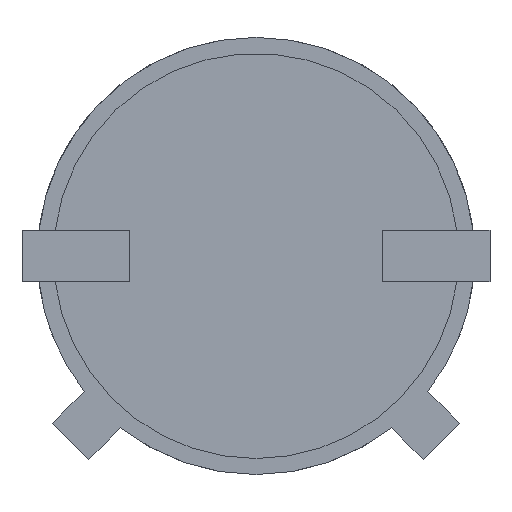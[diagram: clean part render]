
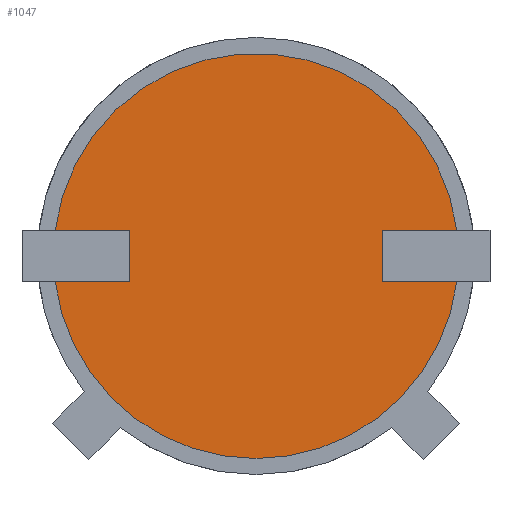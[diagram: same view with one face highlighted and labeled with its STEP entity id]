
A CAD part, front view. The second image highlights one B-rep face of the part: STEP entity #1047.
In plain terms, the highlighted planar face has unit normal (0, -1, 0).
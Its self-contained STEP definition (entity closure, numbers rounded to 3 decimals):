
#15 = VECTOR ( 'NONE', #588, 1000. ) ;
#19 = EDGE_CURVE ( 'NONE', #117, #122, #1435, .T. ) ;
#50 = EDGE_CURVE ( 'NONE', #1376, #117, #979, .T. ) ;
#64 = CARTESIAN_POINT ( 'NONE',  ( -4.9, 0.1, -1. ) ) ;
#88 = CARTESIAN_POINT ( 'NONE',  ( 0., 0.1, -7.875 ) ) ;
#94 = LINE ( 'NONE', #862, #15 ) ;
#108 = DIRECTION ( 'NONE',  ( 0., 0., 1. ) ) ;
#116 = VECTOR ( 'NONE', #264, 1000. ) ;
#117 = VERTEX_POINT ( 'NONE', #88 ) ;
#122 = VERTEX_POINT ( 'NONE', #1153 ) ;
#129 = DIRECTION ( 'NONE',  ( 0., 1., 0. ) ) ;
#144 = ORIENTED_EDGE ( 'NONE', *, *, #372, .T. ) ;
#155 = VECTOR ( 'NONE', #909, 1000. ) ;
#165 = CARTESIAN_POINT ( 'NONE',  ( 4.9, 0.1, 1. ) ) ;
#196 = EDGE_CURVE ( 'NONE', #1376, #869, #1349, .T. ) ;
#264 = DIRECTION ( 'NONE',  ( -1., 0., 0. ) ) ;
#272 = ORIENTED_EDGE ( 'NONE', *, *, #458, .F. ) ;
#274 = AXIS2_PLACEMENT_3D ( 'NONE', #486, #1688, #1670 ) ;
#326 = VERTEX_POINT ( 'NONE', #64 ) ;
#332 = CARTESIAN_POINT ( 'NONE',  ( 0., 0.1, -1. ) ) ;
#365 = VECTOR ( 'NONE', #531, 1000. ) ;
#372 = EDGE_CURVE ( 'NONE', #1328, #591, #94, .T. ) ;
#406 = AXIS2_PLACEMENT_3D ( 'NONE', #630, #624, #108 ) ;
#411 = DIRECTION ( 'NONE',  ( 0., 1., 0. ) ) ;
#455 = VERTEX_POINT ( 'NONE', #1330 ) ;
#458 = EDGE_CURVE ( 'NONE', #1328, #455, #1578, .T. ) ;
#486 = CARTESIAN_POINT ( 'NONE',  ( 0., 0.1, 0. ) ) ;
#496 = LINE ( 'NONE', #903, #155 ) ;
#531 = DIRECTION ( 'NONE',  ( 0., 0., 1. ) ) ;
#588 = DIRECTION ( 'NONE',  ( 1., 0., 0. ) ) ;
#589 = ORIENTED_EDGE ( 'NONE', *, *, #967, .T. ) ;
#591 = VERTEX_POINT ( 'NONE', #688 ) ;
#592 = VERTEX_POINT ( 'NONE', #165 ) ;
#601 = LINE ( 'NONE', #1629, #1222 ) ;
#624 = DIRECTION ( 'NONE',  ( 0., 1., 0. ) ) ;
#628 = ORIENTED_EDGE ( 'NONE', *, *, #196, .T. ) ;
#630 = CARTESIAN_POINT ( 'NONE',  ( 0., 0.1, 0. ) ) ;
#688 = CARTESIAN_POINT ( 'NONE',  ( -4.9, 0.1, 1. ) ) ;
#727 = AXIS2_PLACEMENT_3D ( 'NONE', #1579, #411, #930 ) ;
#761 = ORIENTED_EDGE ( 'NONE', *, *, #1278, .T. ) ;
#794 = CARTESIAN_POINT ( 'NONE',  ( -7.811, 0.1, 1. ) ) ;
#849 = ORIENTED_EDGE ( 'NONE', *, *, #1372, .T. ) ;
#858 = DIRECTION ( 'NONE',  ( 1., 0., 0. ) ) ;
#862 = CARTESIAN_POINT ( 'NONE',  ( 0., 0.1, 1. ) ) ;
#869 = VERTEX_POINT ( 'NONE', #1506 ) ;
#903 = CARTESIAN_POINT ( 'NONE',  ( -4.9, 0.1, 0. ) ) ;
#909 = DIRECTION ( 'NONE',  ( 0., 0., -1. ) ) ;
#911 = CARTESIAN_POINT ( 'NONE',  ( 0., 0.1, -1. ) ) ;
#915 = CARTESIAN_POINT ( 'NONE',  ( 0., 0.1, 0. ) ) ;
#930 = DIRECTION ( 'NONE',  ( 0., 0., 1. ) ) ;
#941 = LINE ( 'NONE', #1189, #365 ) ;
#954 = EDGE_LOOP ( 'NONE', ( #761, #1161, #1203, #628, #849, #1054, #272, #144, #589 ) ) ;
#967 = EDGE_CURVE ( 'NONE', #591, #326, #496, .T. ) ;
#979 = CIRCLE ( 'NONE', #406, 7.875 ) ;
#1047 = ADVANCED_FACE ( 'NONE', ( #1448 ), #1700, .F. ) ;
#1051 = DIRECTION ( 'NONE',  ( 0., 0., 1. ) ) ;
#1054 = ORIENTED_EDGE ( 'NONE', *, *, #1658, .T. ) ;
#1153 = CARTESIAN_POINT ( 'NONE',  ( -7.811, 0.1, -1. ) ) ;
#1161 = ORIENTED_EDGE ( 'NONE', *, *, #19, .F. ) ;
#1179 = AXIS2_PLACEMENT_3D ( 'NONE', #915, #129, #1051 ) ;
#1189 = CARTESIAN_POINT ( 'NONE',  ( 4.9, 0.1, 0. ) ) ;
#1203 = ORIENTED_EDGE ( 'NONE', *, *, #50, .F. ) ;
#1221 = VECTOR ( 'NONE', #1380, 1000. ) ;
#1222 = VECTOR ( 'NONE', #858, 1000. ) ;
#1277 = LINE ( 'NONE', #332, #1221 ) ;
#1278 = EDGE_CURVE ( 'NONE', #326, #122, #1277, .T. ) ;
#1328 = VERTEX_POINT ( 'NONE', #794 ) ;
#1330 = CARTESIAN_POINT ( 'NONE',  ( 7.811, 0.1, 1. ) ) ;
#1349 = LINE ( 'NONE', #911, #116 ) ;
#1372 = EDGE_CURVE ( 'NONE', #869, #592, #941, .T. ) ;
#1376 = VERTEX_POINT ( 'NONE', #1458 ) ;
#1380 = DIRECTION ( 'NONE',  ( -1., 0., 0. ) ) ;
#1435 = CIRCLE ( 'NONE', #274, 7.875 ) ;
#1448 = FACE_OUTER_BOUND ( 'NONE', #954, .T. ) ;
#1458 = CARTESIAN_POINT ( 'NONE',  ( 7.811, 0.1, -1. ) ) ;
#1506 = CARTESIAN_POINT ( 'NONE',  ( 4.9, 0.1, -1. ) ) ;
#1578 = CIRCLE ( 'NONE', #727, 7.875 ) ;
#1579 = CARTESIAN_POINT ( 'NONE',  ( 0., 0.1, 0. ) ) ;
#1629 = CARTESIAN_POINT ( 'NONE',  ( 0., 0.1, 1. ) ) ;
#1658 = EDGE_CURVE ( 'NONE', #592, #455, #601, .T. ) ;
#1670 = DIRECTION ( 'NONE',  ( 0., 0., 1. ) ) ;
#1688 = DIRECTION ( 'NONE',  ( 0., 1., 0. ) ) ;
#1700 = PLANE ( 'NONE',  #1179 ) ;
